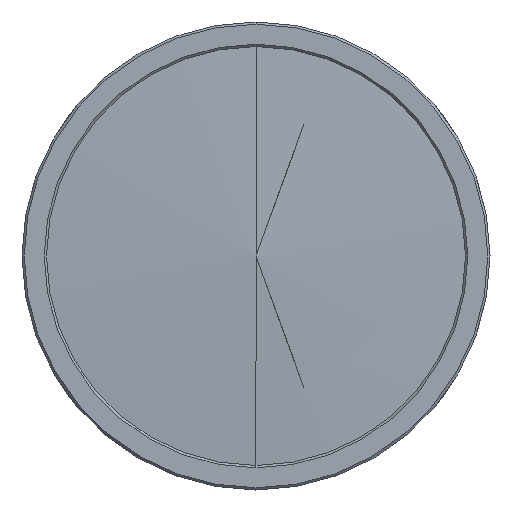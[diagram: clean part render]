
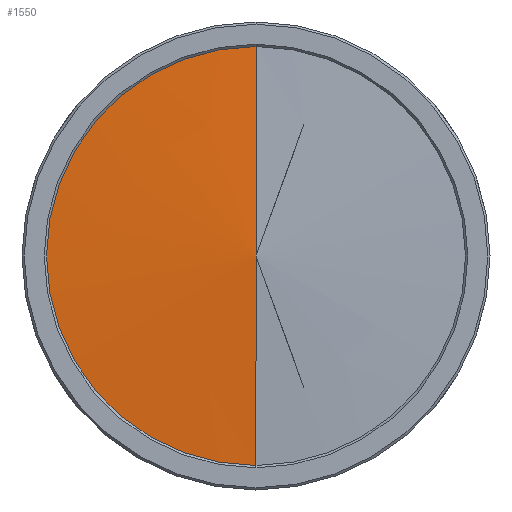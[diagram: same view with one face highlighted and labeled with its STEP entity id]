
A CAD part, left-side view. The second image highlights one B-rep face of the part: STEP entity #1550.
In plain terms, the highlighted conical face has half-angle 87.088 degrees and reference radius 19661.8 mm.
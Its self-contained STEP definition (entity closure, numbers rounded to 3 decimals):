
#11 = ORIENTED_EDGE ( 'NONE', *, *, #246, .T. ) ;
#74 = DIRECTION ( 'NONE',  ( 0.051, 0., -0.999 ) ) ;
#106 = VERTEX_POINT ( 'NONE', #653 ) ;
#196 = CARTESIAN_POINT ( 'NONE',  ( 0., 0., 0. ) ) ;
#246 = EDGE_CURVE ( 'NONE', #1660, #1004, #485, .T. ) ;
#327 = ORIENTED_EDGE ( 'NONE', *, *, #1697, .F. ) ;
#390 = FACE_OUTER_BOUND ( 'NONE', #1717, .T. ) ;
#399 = DIRECTION ( 'NONE',  ( 0., 0., -1. ) ) ;
#431 = EDGE_CURVE ( 'NONE', #106, #1004, #756, .T. ) ;
#485 = LINE ( 'NONE', #1997, #883 ) ;
#521 = DIRECTION ( 'NONE',  ( 0., 0., -1. ) ) ;
#642 = CONICAL_SURFACE ( 'NONE', #1831, 19661.799, 1.52 ) ;
#653 = CARTESIAN_POINT ( 'NONE',  ( 1.411, 0., -27.75 ) ) ;
#756 = CIRCLE ( 'NONE', #767, 27.75 ) ;
#767 = AXIS2_PLACEMENT_3D ( 'NONE', #2014, #1031, #399 ) ;
#836 = VECTOR ( 'NONE', #74, 1000. ) ;
#883 = VECTOR ( 'NONE', #1969, 1000. ) ;
#987 = CARTESIAN_POINT ( 'NONE',  ( 1000., 0., 0. ) ) ;
#1004 = VERTEX_POINT ( 'NONE', #1348 ) ;
#1031 = DIRECTION ( 'NONE',  ( 1., 0., 0. ) ) ;
#1302 = LINE ( 'NONE', #196, #836 ) ;
#1348 = CARTESIAN_POINT ( 'NONE',  ( 1.411, 0., 27.75 ) ) ;
#1550 = ADVANCED_FACE ( 'NONE', ( #390 ), #642, .T. ) ;
#1660 = VERTEX_POINT ( 'NONE', #1666 ) ;
#1666 = CARTESIAN_POINT ( 'NONE',  ( 0., 0., 0. ) ) ;
#1697 = EDGE_CURVE ( 'NONE', #1660, #106, #1302, .T. ) ;
#1717 = EDGE_LOOP ( 'NONE', ( #327, #11, #1915 ) ) ;
#1830 = DIRECTION ( 'NONE',  ( 1., 0., 0. ) ) ;
#1831 = AXIS2_PLACEMENT_3D ( 'NONE', #987, #1830, #521 ) ;
#1915 = ORIENTED_EDGE ( 'NONE', *, *, #431, .F. ) ;
#1969 = DIRECTION ( 'NONE',  ( 0.051, 0., 0.999 ) ) ;
#1997 = CARTESIAN_POINT ( 'NONE',  ( 0., 0., 0. ) ) ;
#2014 = CARTESIAN_POINT ( 'NONE',  ( 1.411, 0., 0. ) ) ;
